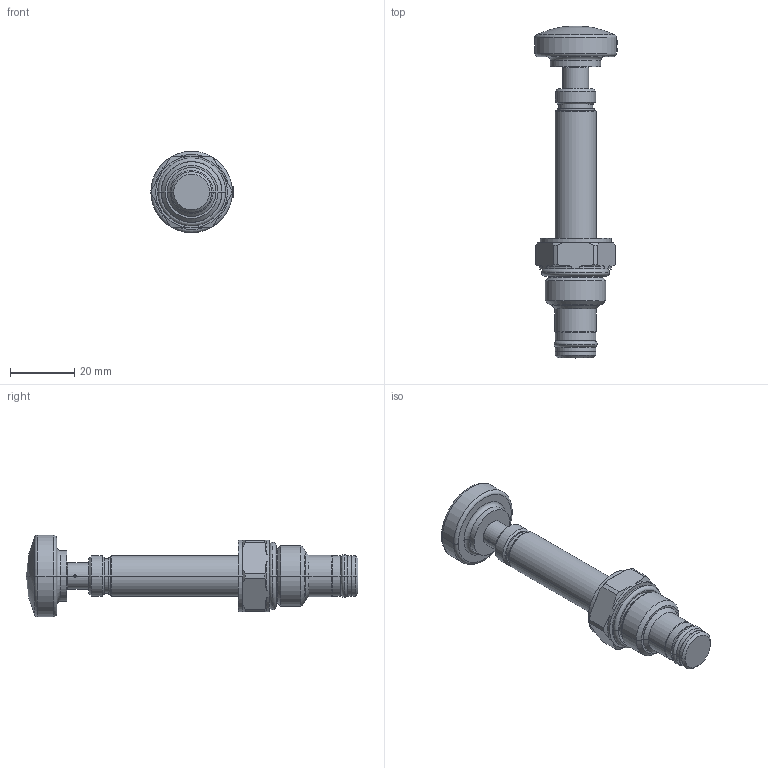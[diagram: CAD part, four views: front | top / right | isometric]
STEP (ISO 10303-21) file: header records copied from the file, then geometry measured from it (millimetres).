
FILE_DESCRIPTION((''),'2;1');
FILE_NAME('5009036_SW0002','2009-02-24T',('JCS'),(''),'PRO/ENGINEER BY PARAMETRIC TECHNOLOGY CORPORATION, 2008010','PRO/ENGINEER BY PARAMETRIC TECHNOLOGY CORPORATION, 2008010','');
FILE_SCHEMA(('CONFIG_CONTROL_DESIGN'));
Length unit declared in the file: inch
Products named in the file (1): 5009036_SW0002
Bounding box: 25.65 x 103.43 x 25.4 mm (x, y, z)
Volume: 19582.5 mm3; surface area: 7827.8 mm2
Topology: 4 solids, 6 shells, 162 faces, 360 edges, 213 vertices
Faces by surface type: cylinder 58, cone 42, plane 30, revolution 16, torus 14, sphere 2
Entity records: 4980 total; most frequent: CARTESIAN_POINT 1329, DIRECTION 798, ORIENTED_EDGE 712, EDGE_CURVE 356, AXIS2_PLACEMENT_3D 330, VERTEX_POINT 213, CIRCLE 184, EDGE_LOOP 175
